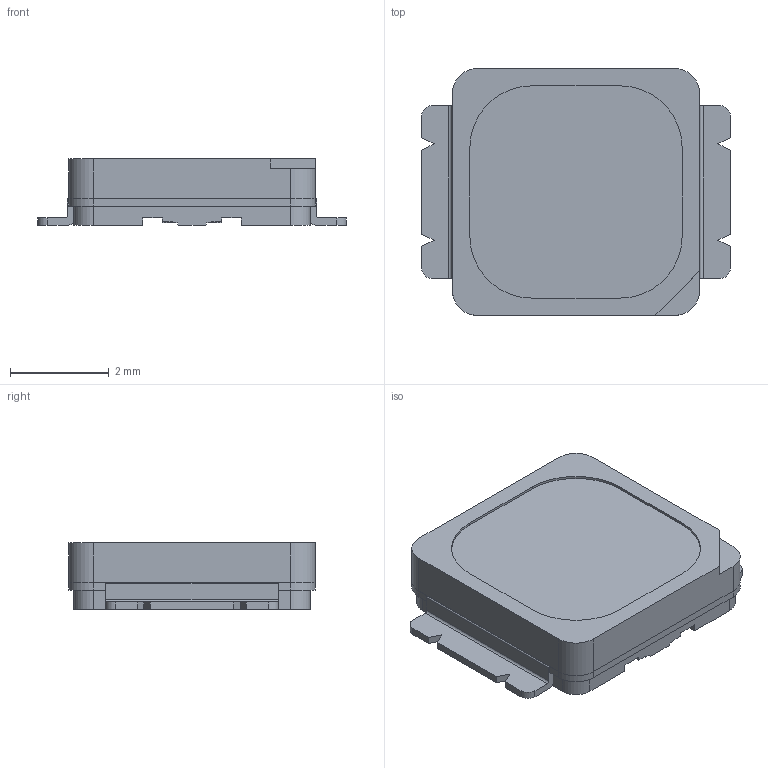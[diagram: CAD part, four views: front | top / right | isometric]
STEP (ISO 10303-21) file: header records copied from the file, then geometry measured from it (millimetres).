
FILE_DESCRIPTION(/* description */ (''),/* implementation_level */ '2;1');
FILE_NAME(/* name */ 'MX3AWT-A1-R250-000CE3.step',/* time_stamp */ '2024-04-11T19:08:36-07:00',/* author */ (''),/* organization */ (''),/* preprocessor_version */ 'ST-DEVELOPER v20',/* originating_system */ 'Autodesk Translation Framework v12.20.1.177',/* authorisation */ '');
FILE_SCHEMA (('AUTOMOTIVE_DESIGN { 1 0 10303 214 3 1 1 }'));
Length unit declared in the file: millimetre
Products named in the file (1): MX3AWT-A1-R250-000CE3
Bounding box: 6.25 x 5 x 1.35 mm (x, y, z)
Volume: 32.1 mm3; surface area: 187.5 mm2
Topology: 3 solids, 3 shells, 99 faces, 272 edges, 180 vertices
Faces by surface type: plane 69, cylinder 30
Entity records: 3180 total; most frequent: CARTESIAN_POINT 552, ORIENTED_EDGE 544, DIRECTION 532, EDGE_CURVE 272, LINE 212, VECTOR 212, VERTEX_POINT 180, AXIS2_PLACEMENT_3D 160
